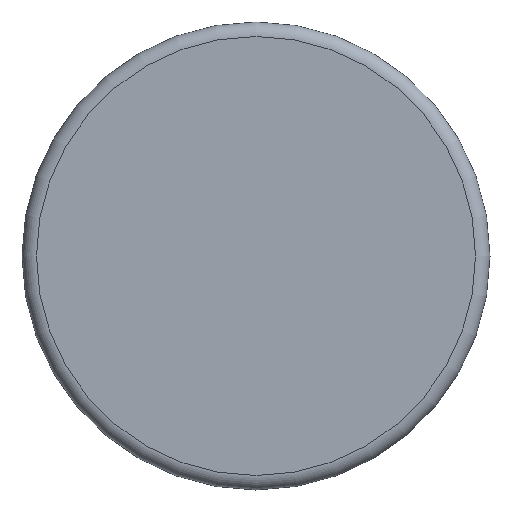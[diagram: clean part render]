
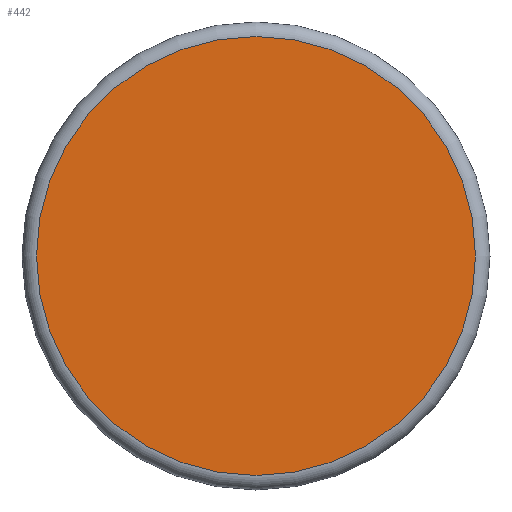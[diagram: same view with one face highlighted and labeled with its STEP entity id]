
A CAD part, front view. The second image highlights one B-rep face of the part: STEP entity #442.
In plain terms, the highlighted planar face has unit normal (0, -1, 0).
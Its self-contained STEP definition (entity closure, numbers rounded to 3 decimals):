
#25=PLANE('',#501);
#68=FACE_OUTER_BOUND('',#93,.T.);
#93=EDGE_LOOP('',(#340,#341));
#155=CIRCLE('',#502,19.7);
#156=CIRCLE('',#503,19.7);
#205=VERTEX_POINT('',#761);
#206=VERTEX_POINT('',#762);
#258=EDGE_CURVE('',#205,#206,#155,.T.);
#259=EDGE_CURVE('',#206,#205,#156,.T.);
#340=ORIENTED_EDGE('',*,*,#258,.F.);
#341=ORIENTED_EDGE('',*,*,#259,.F.);
#442=ADVANCED_FACE('',(#68),#25,.T.);
#501=AXIS2_PLACEMENT_3D('',#760,#606,#607);
#502=AXIS2_PLACEMENT_3D('',#763,#608,#609);
#503=AXIS2_PLACEMENT_3D('',#764,#610,#611);
#606=DIRECTION('center_axis',(0.,-1.,0.));
#607=DIRECTION('ref_axis',(0.,0.,-1.));
#608=DIRECTION('center_axis',(0.,1.,0.));
#609=DIRECTION('ref_axis',(-1.,0.,0.));
#610=DIRECTION('center_axis',(0.,1.,0.));
#611=DIRECTION('ref_axis',(-1.,0.,0.));
#760=CARTESIAN_POINT('Origin',(-9.85,0.,0.));
#761=CARTESIAN_POINT('',(-19.7,0.,0.));
#762=CARTESIAN_POINT('',(0.,0.,-19.7));
#763=CARTESIAN_POINT('Origin',(0.,0.,0.));
#764=CARTESIAN_POINT('Origin',(0.,0.,0.));
